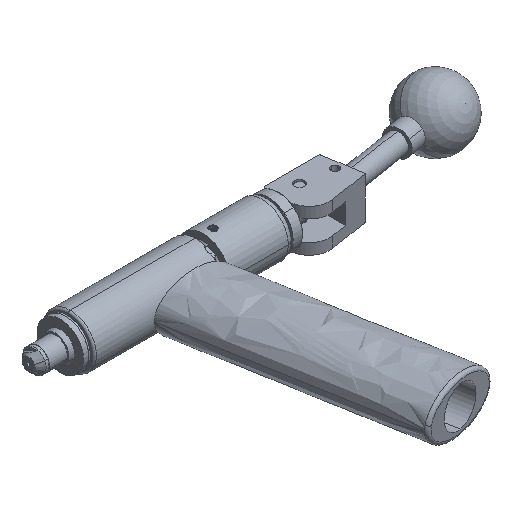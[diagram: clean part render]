
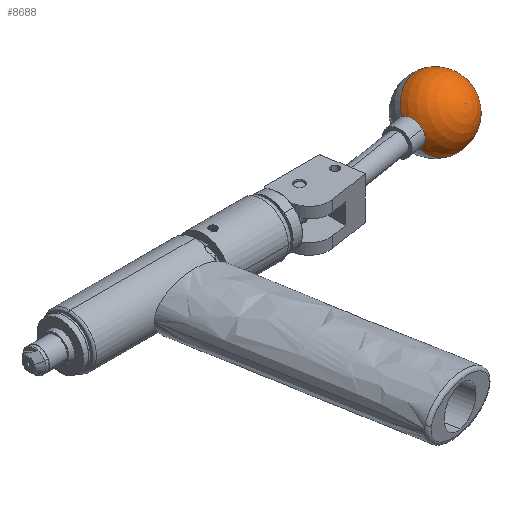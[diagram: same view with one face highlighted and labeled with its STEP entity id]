
A CAD part, isometric view. The second image highlights one B-rep face of the part: STEP entity #8688.
In plain terms, the highlighted spherical face has radius 15.875 mm.
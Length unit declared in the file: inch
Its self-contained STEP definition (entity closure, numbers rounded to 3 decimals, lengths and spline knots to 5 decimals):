
#550 = CARTESIAN_POINT ( 'NONE',  ( 7.15539, 0.28004, 0. ) ) ;
#1532 = CARTESIAN_POINT ( 'NONE',  ( 7.15539, 0.28004, 0. ) ) ;
#1927 = EDGE_LOOP ( 'NONE', ( #15839, #9206, #6472, #2793 ) ) ;
#2146 = VERTEX_POINT ( 'NONE', #14581 ) ;
#2288 = AXIS2_PLACEMENT_3D ( 'NONE', #14310, #8880, #13954 ) ;
#2793 = ORIENTED_EDGE ( 'NONE', *, *, #15667, .T. ) ;
#3463 = CARTESIAN_POINT ( 'NONE',  ( 6.6125, 0.04597, -0.20274 ) ) ;
#3539 = CARTESIAN_POINT ( 'NONE',  ( 6.56674, 0.3349, 0.20274 ) ) ;
#3932 = CARTESIAN_POINT ( 'NONE',  ( 7.15539, 0.28004, 0. ) ) ;
#4109 = DIRECTION ( 'NONE',  ( 0., 0.59, 0.808 ) ) ;
#4193 = SPHERICAL_SURFACE ( 'NONE', #10933, 0.625 ) ;
#4490 = DIRECTION ( 'NONE',  ( 0., -0.59, -0.808 ) ) ;
#5700 = DIRECTION ( 'NONE',  ( 0.127, -0.801, 0.585 ) ) ;
#5959 = CARTESIAN_POINT ( 'NONE',  ( 6.58962, 0.19044, 0. ) ) ;
#6266 = VERTEX_POINT ( 'NONE', #12214 ) ;
#6450 = EDGE_CURVE ( 'NONE', #6266, #15365, #16696, .T. ) ;
#6472 = ORIENTED_EDGE ( 'NONE', *, *, #15394, .T. ) ;
#6685 = DIRECTION ( 'NONE',  ( 0.127, -0.801, 0.585 ) ) ;
#6760 = DIRECTION ( 'NONE',  ( -0.127, 0.801, -0.585 ) ) ;
#8160 = EDGE_CURVE ( 'NONE', #6266, #10452, #13641, .T. ) ;
#8173 = DIRECTION ( 'NONE',  ( 0.092, -0.578, -0.811 ) ) ;
#8688 = ADVANCED_FACE ( 'NONE', ( #8796 ), #4193, .T. ) ;
#8796 = FACE_OUTER_BOUND ( 'NONE', #1927, .T. ) ;
#8880 = DIRECTION ( 'NONE',  ( 0.988, 0.156, 0. ) ) ;
#9206 = ORIENTED_EDGE ( 'NONE', *, *, #8160, .T. ) ;
#9981 = AXIS2_PLACEMENT_3D ( 'NONE', #5959, #13711, #5700 ) ;
#10452 = VERTEX_POINT ( 'NONE', #3539 ) ;
#10933 = AXIS2_PLACEMENT_3D ( 'NONE', #3932, #6685, #8173 ) ;
#11896 = CIRCLE ( 'NONE', #9981, 0.25 ) ;
#12214 = CARTESIAN_POINT ( 'NONE',  ( 7.7727, 0.37782, 0. ) ) ;
#13641 = CIRCLE ( 'NONE', #14504, 0.625 ) ;
#13711 = DIRECTION ( 'NONE',  ( 0.988, 0.156, 0. ) ) ;
#13795 = DIRECTION ( 'NONE',  ( 0.127, -0.801, 0.585 ) ) ;
#13954 = DIRECTION ( 'NONE',  ( 0.127, -0.801, 0.585 ) ) ;
#14310 = CARTESIAN_POINT ( 'NONE',  ( 6.58962, 0.19044, 0. ) ) ;
#14504 = AXIS2_PLACEMENT_3D ( 'NONE', #550, #13795, #4490 ) ;
#14518 = AXIS2_PLACEMENT_3D ( 'NONE', #1532, #6760, #4109 ) ;
#14581 = CARTESIAN_POINT ( 'NONE',  ( 6.62134, -0.00981, 0.14627 ) ) ;
#15365 = VERTEX_POINT ( 'NONE', #3463 ) ;
#15394 = EDGE_CURVE ( 'NONE', #10452, #2146, #11896, .T. ) ;
#15667 = EDGE_CURVE ( 'NONE', #2146, #15365, #15765, .T. ) ;
#15765 = CIRCLE ( 'NONE', #2288, 0.25 ) ;
#15839 = ORIENTED_EDGE ( 'NONE', *, *, #6450, .F. ) ;
#16696 = CIRCLE ( 'NONE', #14518, 0.625 ) ;
